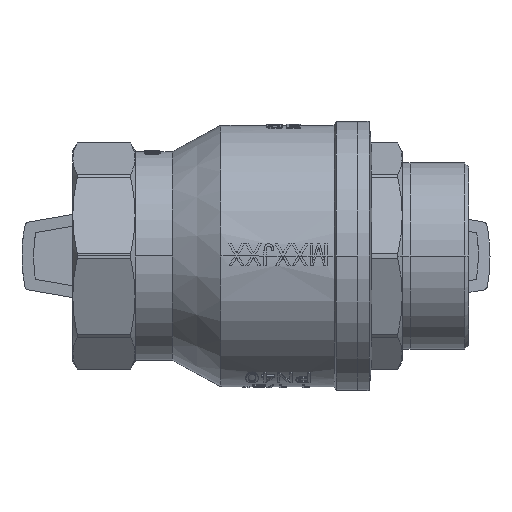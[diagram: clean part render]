
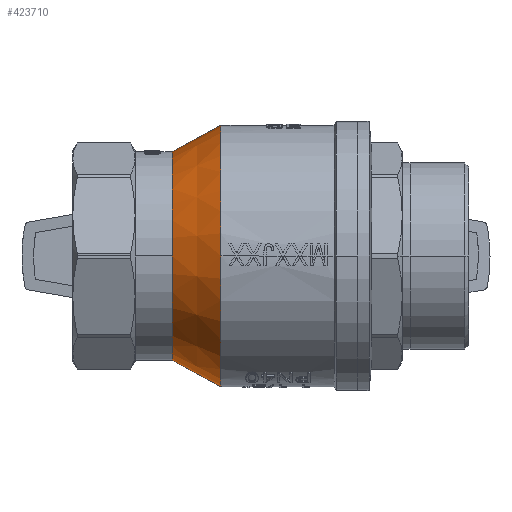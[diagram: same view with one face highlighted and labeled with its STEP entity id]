
A CAD part, front view. The second image highlights one B-rep face of the part: STEP entity #423710.
In plain terms, the highlighted conical face has half-angle 28.369 degrees and reference radius 26.75 mm.
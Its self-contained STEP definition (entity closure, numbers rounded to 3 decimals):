
#170250=CARTESIAN_POINT('',(0.,-9.,-33.5));
#170260=VERTEX_POINT('',#170250);
#170290=CARTESIAN_POINT('',(0.,-9.,0.));
#170300=DIRECTION('',(0.,-1.,0.));
#170310=DIRECTION('',(0.,0.,-1.));
#170320=AXIS2_PLACEMENT_3D('',#170290,#170300,#170310);
#170330=CIRCLE('',#170320,33.5);
#170340=CARTESIAN_POINT('',(33.5,-9.,0.));
#170350=VERTEX_POINT('',#170340);
#170360=EDGE_CURVE('',#170260,#170350,#170330,.T.);
#181940=CARTESIAN_POINT('',(0.,-21.5,0.));
#181950=DIRECTION('',(0.,1.,0.));
#181960=DIRECTION('',(1.,0.,0.));
#181970=AXIS2_PLACEMENT_3D('',#181940,#181950,#181960);
#181980=CONICAL_SURFACE('',#181970,26.75,0.495);
#182000=CARTESIAN_POINT('',(26.75,-21.5,0.));
#182010=DIRECTION('',(0.475,0.88,0.));
#182020=VECTOR('',#182010,1.);
#182030=LINE('',#182000,#182020);
#182040=CARTESIAN_POINT('',(26.75,-21.5,0.));
#182050=VERTEX_POINT('',#182040);
#182060=EDGE_CURVE('',#182050,#170350,#182030,.T.);
#182080=CARTESIAN_POINT('',(0.,-21.5,
0.));
#182090=DIRECTION('',(0.,-1.,0.));
#182100=DIRECTION('',(0.,0.,-1.));
#182110=AXIS2_PLACEMENT_3D('',#182080,#182090,#182100);
#182120=CIRCLE('',#182110,26.75);
#182170=CARTESIAN_POINT('',(-26.75,-21.5,0.));
#182180=VERTEX_POINT('',#182170);
#182210=CARTESIAN_POINT('',(-26.75,-21.5,0.));
#182220=DIRECTION('',(-0.475,0.88,
0.));
#182230=VECTOR('',#182220,1.);
#182240=LINE('',#182210,#182230);
#182250=CARTESIAN_POINT('',(-33.5,-9.,0.));
#182260=VERTEX_POINT('',#182250);
#182270=EDGE_CURVE('',#182180,#182260,#182240,.T.);
#183430=CARTESIAN_POINT('',(0.,-21.5,-26.75));
#183440=VERTEX_POINT('',#183430);
#183470=EDGE_CURVE('',#182180,#183440,#182120,.T.);
#422420=EDGE_CURVE('',#183440,#182050,#182120,.T.);
#423620=ORIENTED_EDGE('',*,*,#422420,.F.);
#423630=ORIENTED_EDGE('',*,*,#182060,.F.);
#423640=ORIENTED_EDGE('',*,*,#170360,.T.);
#423650=EDGE_CURVE('',#182260,#170260,#170330,.T.);
#423660=ORIENTED_EDGE('',*,*,#423650,.T.);
#423670=ORIENTED_EDGE('',*,*,#182270,.T.);
#423680=ORIENTED_EDGE('',*,*,#183470,.F.);
#423690=EDGE_LOOP('',(#423680,#423670,#423660,#423640,#423630,#423620));
#423700=FACE_OUTER_BOUND('',#423690,.T.);
#423710=ADVANCED_FACE('',(#423700),#181980,.T.);
